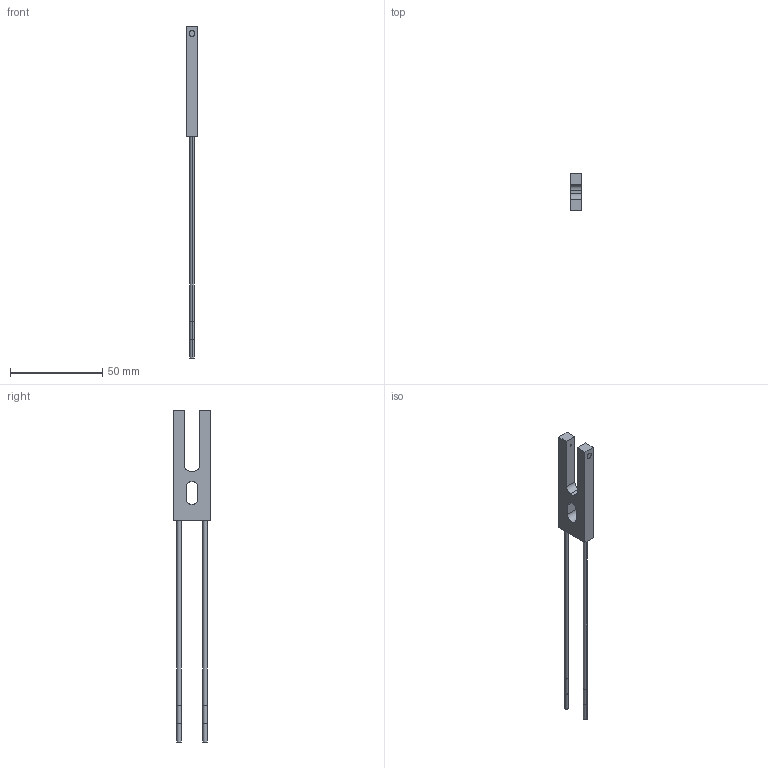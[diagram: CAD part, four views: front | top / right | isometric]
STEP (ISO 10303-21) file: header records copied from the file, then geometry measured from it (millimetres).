
FILE_DESCRIPTION((''),'2;1');
FILE_NAME('193948_ASM','2016-03-09T',('pdmadmin'),(''),'PRO/ENGINEER BY PARAMETRIC TECHNOLOGY CORPORATION, 2013230','PRO/ENGINEER BY PARAMETRIC TECHNOLOGY CORPORATION, 2013230','');
FILE_SCHEMA(('CONFIG_CONTROL_DESIGN'));
Length unit declared in the file: inch
Products named in the file (6): 39498; 51022; 48090_ASM; 39498_POTTING; 39498_POTTING_PLUG; 193948_ASM
Assembly tree (8 placements, depth 3):
  193948_ASM
    48090_ASM
      39498
      51022  x2
    39498_POTTING  x2
    39498_POTTING_PLUG  x2
Bounding box: 6.35 x 20.07 x 179.94 mm (x, y, z)
Volume: 6238.7 mm3; surface area: 8355.8 mm2
Topology: 7 solids, 9 shells, 86 faces, 200 edges, 128 vertices
Faces by surface type: cylinder 44, plane 34, bspline 8
Entity records: 2315 total; most frequent: CARTESIAN_POINT 599, DIRECTION 360, ORIENTED_EDGE 304, EDGE_CURVE 154, AXIS2_PLACEMENT_3D 139, VERTEX_POINT 100, VECTOR 82, LINE 82
